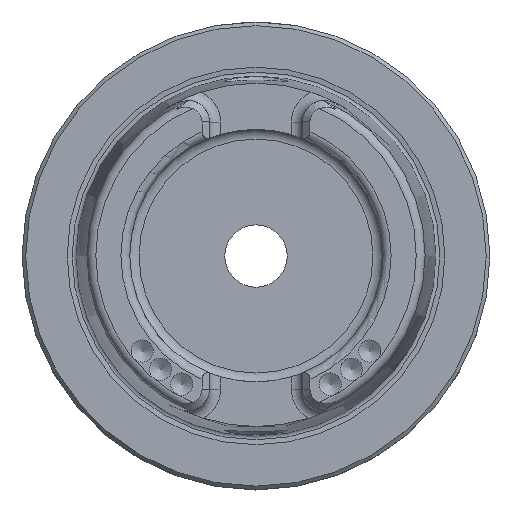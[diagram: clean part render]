
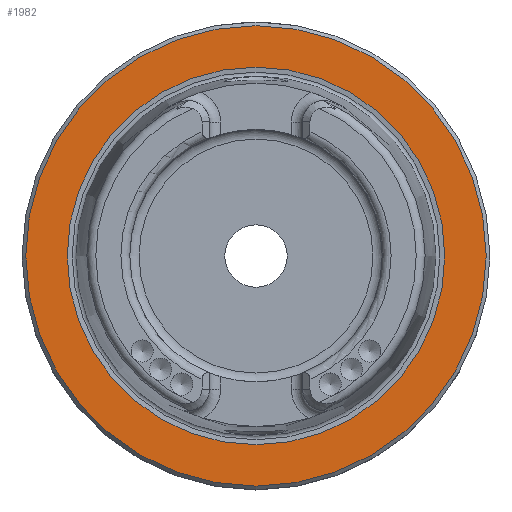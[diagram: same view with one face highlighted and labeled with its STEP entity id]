
A CAD part, top view. The second image highlights one B-rep face of the part: STEP entity #1982.
In plain terms, the highlighted planar face has unit normal (0, 0, 1).
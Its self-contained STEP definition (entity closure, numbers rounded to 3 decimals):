
#207=PLANE('',#2147);
#464=ORIENTED_EDGE('',*,*,#694,.F.);
#465=ORIENTED_EDGE('',*,*,#693,.T.);
#693=EDGE_CURVE('',#826,#826,#909,.T.);
#694=EDGE_CURVE('',#827,#827,#910,.T.);
#826=VERTEX_POINT('',#3214);
#827=VERTEX_POINT('',#3217);
#909=CIRCLE('',#2146,31.);
#910=CIRCLE('',#2148,25.423);
#1028=EDGE_LOOP('',(#464));
#1029=EDGE_LOOP('',(#465));
#1182=FACE_BOUND('',#1028,.T.);
#1183=FACE_BOUND('',#1029,.T.);
#1982=ADVANCED_FACE('',(#1182,#1183),#207,.F.);
#2146=AXIS2_PLACEMENT_3D('',#3213,#2496,#2497);
#2147=AXIS2_PLACEMENT_3D('',#3215,#2498,#2499);
#2148=AXIS2_PLACEMENT_3D('',#3216,#2500,#2501);
#2496=DIRECTION('',(0.,0.,1.));
#2497=DIRECTION('',(1.,0.,0.));
#2498=DIRECTION('',(0.,0.,-1.));
#2499=DIRECTION('',(-1.,0.,0.));
#2500=DIRECTION('',(0.,0.,1.));
#2501=DIRECTION('',(1.,0.,0.));
#3213=CARTESIAN_POINT('',(0.,0.,0.));
#3214=CARTESIAN_POINT('',(31.,0.,0.));
#3215=CARTESIAN_POINT('',(25.423,0.,0.));
#3216=CARTESIAN_POINT('',(0.,0.,0.));
#3217=CARTESIAN_POINT('',(25.423,0.,0.));
